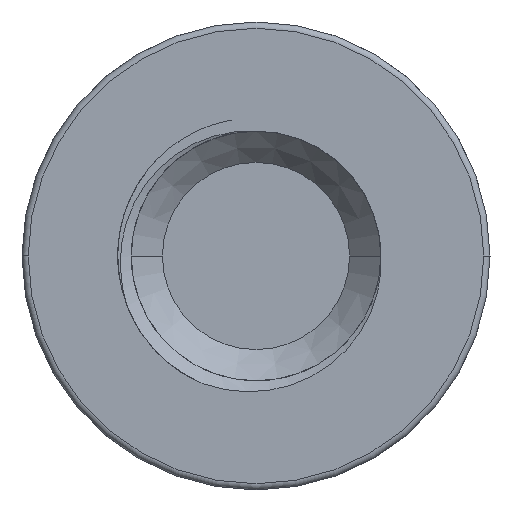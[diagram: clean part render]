
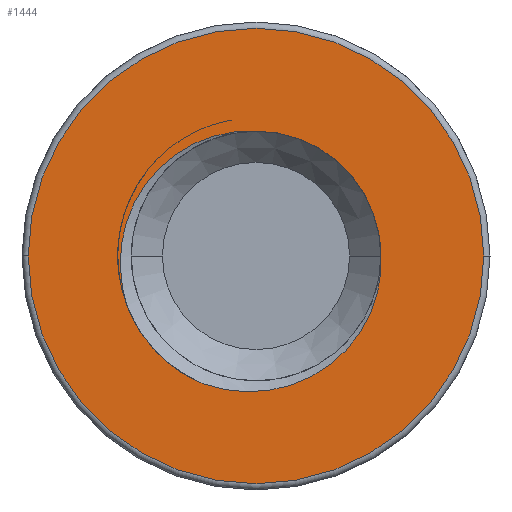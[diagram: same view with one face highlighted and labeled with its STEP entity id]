
A CAD part, left-side view. The second image highlights one B-rep face of the part: STEP entity #1444.
In plain terms, the highlighted planar face has unit normal (-1, 0, 0).
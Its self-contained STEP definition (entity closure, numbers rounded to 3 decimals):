
#31 = EDGE_CURVE ( 'NONE', #3408, #701, #589, .T. ) ;
#58 = CARTESIAN_POINT ( 'NONE',  ( 15.035, 3.492, -1.696 ) ) ;
#102 = CARTESIAN_POINT ( 'NONE',  ( 15.035, -3.842, -2.6 ) ) ;
#136 = CARTESIAN_POINT ( 'NONE',  ( 15.035, 3.609, -1.368 ) ) ;
#145 = VERTEX_POINT ( 'NONE', #3918 ) ;
#172 = CARTESIAN_POINT ( 'NONE',  ( 15.035, 2.4, 2.907 ) ) ;
#249 = AXIS2_PLACEMENT_3D ( 'NONE', #3782, #7318, #1559 ) ;
#253 = VERTEX_POINT ( 'NONE', #4076 ) ;
#407 = CARTESIAN_POINT ( 'NONE',  ( 15.035, -0.255, 4.018 ) ) ;
#490 = CARTESIAN_POINT ( 'NONE',  ( 15.035, 2.937, -2.729 ) ) ;
#519 = CARTESIAN_POINT ( 'NONE',  ( 15.035, 1.093, -4.096 ) ) ;
#589 = B_SPLINE_CURVE_WITH_KNOTS ( 'NONE', 3,
 ( #603, #1270, #3080, #1193, #2353, #3659, #679, #755, #3041, #4823, #1775, #4272, #3002, #5404, #102, #5368, #3540, #5899, #1889, #6013, #4861, #7229, #4120, #1924 ),
 .UNSPECIFIED., .F., .F.,
 ( 4, 2, 2, 2, 2, 2, 2, 2, 2, 2, 2, 4 ),
 ( 0., 0.001, 0.002, 0.003, 0.004, 0.004, 0.005, 0.006, 0.006, 0.007, 0.007, 0.008 ),
 .UNSPECIFIED. ) ;
#603 = CARTESIAN_POINT ( 'NONE',  ( 15.035, 1.093, -4.096 ) ) ;
#679 = CARTESIAN_POINT ( 'NONE',  ( 15.035, -1.633, -4.183 ) ) ;
#701 = VERTEX_POINT ( 'NONE', #1291 ) ;
#709 = CARTESIAN_POINT ( 'NONE',  ( 15.035, 2.524, 2.787 ) ) ;
#755 = CARTESIAN_POINT ( 'NONE',  ( 15.035, -2.113, -3.995 ) ) ;
#1193 = CARTESIAN_POINT ( 'NONE',  ( 15.035, -0.265, -4.363 ) ) ;
#1270 = CARTESIAN_POINT ( 'NONE',  ( 15.035, 0.765, -4.212 ) ) ;
#1272 = ORIENTED_EDGE ( 'NONE', *, *, #2819, .F. ) ;
#1291 = CARTESIAN_POINT ( 'NONE',  ( 15.035, -4.603, 0. ) ) ;
#1418 = VERTEX_POINT ( 'NONE', #5720 ) ;
#1444 = ADVANCED_FACE ( 'NONE', ( #4953, #3901 ), #4441, .F. ) ;
#1536 = DIRECTION ( 'NONE',  ( 0., -1., 0. ) ) ;
#1552 = VERTEX_POINT ( 'NONE', #2015 ) ;
#1559 = DIRECTION ( 'NONE',  ( 0., 1., 0. ) ) ;
#1775 = CARTESIAN_POINT ( 'NONE',  ( 15.035, -2.721, -3.666 ) ) ;
#1805 = CARTESIAN_POINT ( 'NONE',  ( 15.035, 3.329, 1.67 ) ) ;
#1889 = CARTESIAN_POINT ( 'NONE',  ( 15.035, -4.335, -1.695 ) ) ;
#1924 = CARTESIAN_POINT ( 'NONE',  ( 15.035, -4.603, 0. ) ) ;
#1954 = DIRECTION ( 'NONE',  ( -1., 0., 0. ) ) ;
#1977 = CIRCLE ( 'NONE', #3328, 7.3 ) ;
#2015 = CARTESIAN_POINT ( 'NONE',  ( 15.035, -7.903, 0. ) ) ;
#2176 = EDGE_LOOP ( 'NONE', ( #4222, #4578 ) ) ;
#2231 = AXIS2_PLACEMENT_3D ( 'NONE', #4417, #1954, #1536 ) ;
#2238 = CARTESIAN_POINT ( 'NONE',  ( 15.035, 1.713, 3.426 ) ) ;
#2353 = CARTESIAN_POINT ( 'NONE',  ( 15.035, -0.61, -4.36 ) ) ;
#2394 = B_SPLINE_CURVE_WITH_KNOTS ( 'NONE', 3,
 ( #5223, #6340, #490, #2784, #2896, #7596, #6928, #5149 ),
 .UNSPECIFIED., .F., .F.,
 ( 4, 2, 2, 4 ),
 ( 0., 0.002, 0.003, 0.004 ),
 .UNSPECIFIED. ) ;
#2548 = ORIENTED_EDGE ( 'NONE', *, *, #3615, .F. ) ;
#2784 = CARTESIAN_POINT ( 'NONE',  ( 15.035, 2.327, -3.339 ) ) ;
#2819 = EDGE_CURVE ( 'NONE', #145, #3408, #2394, .T. ) ;
#2855 = CIRCLE ( 'NONE', #3470, 4. ) ;
#2896 = CARTESIAN_POINT ( 'NONE',  ( 15.035, 2.102, -3.523 ) ) ;
#3002 = CARTESIAN_POINT ( 'NONE',  ( 15.035, -3.399, -3.134 ) ) ;
#3041 = CARTESIAN_POINT ( 'NONE',  ( 15.035, -2.269, -3.922 ) ) ;
#3080 = CARTESIAN_POINT ( 'NONE',  ( 15.035, 0.427, -4.289 ) ) ;
#3307 = DIRECTION ( 'NONE',  ( -1., 0., 0. ) ) ;
#3328 = AXIS2_PLACEMENT_3D ( 'NONE', #7332, #5586, #3837 ) ;
#3390 = CARTESIAN_POINT ( 'NONE',  ( 15.035, 0.771, 3.852 ) ) ;
#3408 = VERTEX_POINT ( 'NONE', #519 ) ;
#3470 = AXIS2_PLACEMENT_3D ( 'NONE', #4976, #3307, #6712 ) ;
#3534 = CARTESIAN_POINT ( 'NONE',  ( 15.035, 3.759, -0.346 ) ) ;
#3540 = CARTESIAN_POINT ( 'NONE',  ( 15.035, -4.117, -2.162 ) ) ;
#3612 = CARTESIAN_POINT ( 'NONE',  ( 15.035, 2.757, 2.531 ) ) ;
#3615 = EDGE_CURVE ( 'NONE', #1418, #145, #4231, .T. ) ;
#3652 = CARTESIAN_POINT ( 'NONE',  ( 15.035, 2.14, 3.131 ) ) ;
#3659 = CARTESIAN_POINT ( 'NONE',  ( 15.035, -1.292, -4.271 ) ) ;
#3782 = CARTESIAN_POINT ( 'NONE',  ( 15.035, 3.397, 0. ) ) ;
#3837 = DIRECTION ( 'NONE',  ( 0., -1., 0. ) ) ;
#3901 = FACE_BOUND ( 'NONE', #5619, .T. ) ;
#3904 = EDGE_CURVE ( 'NONE', #1552, #253, #1977, .T. ) ;
#3918 = CARTESIAN_POINT ( 'NONE',  ( 15.035, 3.492, -1.696 ) ) ;
#3964 = CARTESIAN_POINT ( 'NONE',  ( 15.035, 0.089, 3.992 ) ) ;
#4064 = EDGE_CURVE ( 'NONE', #253, #1552, #7552, .T. ) ;
#4076 = CARTESIAN_POINT ( 'NONE',  ( 15.035, 6.697, 0. ) ) ;
#4114 = CARTESIAN_POINT ( 'NONE',  ( 15.035, 3.757, 0.005 ) ) ;
#4120 = CARTESIAN_POINT ( 'NONE',  ( 15.035, -4.622, -0.348 ) ) ;
#4191 = CARTESIAN_POINT ( 'NONE',  ( 15.035, 3.686, -1.03 ) ) ;
#4222 = ORIENTED_EDGE ( 'NONE', *, *, #3904, .T. ) ;
#4231 = B_SPLINE_CURVE_WITH_KNOTS ( 'NONE', 3,
 ( #7661, #407, #3964, #3390, #5174, #7543, #2238, #4594, #3652, #172, #709, #3612, #5435, #4741, #1805, #7144, #5326, #4114, #3534, #4191, #136, #58 ),
 .UNSPECIFIED., .F., .F.,
 ( 4, 2, 2, 2, 2, 2, 2, 2, 2, 2, 4 ),
 ( 0., 0.001, 0.002, 0.003, 0.003, 0.004, 0.004, 0.005, 0.006, 0.007, 0.008 ),
 .UNSPECIFIED. ) ;
#4272 = CARTESIAN_POINT ( 'NONE',  ( 15.035, -3.145, -3.365 ) ) ;
#4417 = CARTESIAN_POINT ( 'NONE',  ( 15.035, -0.603, 0. ) ) ;
#4441 = PLANE ( 'NONE',  #249 ) ;
#4578 = ORIENTED_EDGE ( 'NONE', *, *, #4064, .T. ) ;
#4594 = CARTESIAN_POINT ( 'NONE',  ( 15.035, 2.002, 3.235 ) ) ;
#4741 = CARTESIAN_POINT ( 'NONE',  ( 15.035, 3.165, 1.972 ) ) ;
#4823 = CARTESIAN_POINT ( 'NONE',  ( 15.035, -2.572, -3.759 ) ) ;
#4861 = CARTESIAN_POINT ( 'NONE',  ( 15.035, -4.492, -1.198 ) ) ;
#4953 = FACE_OUTER_BOUND ( 'NONE', #2176, .T. ) ;
#4976 = CARTESIAN_POINT ( 'NONE',  ( 15.035, -0.603, 0. ) ) ;
#5149 = CARTESIAN_POINT ( 'NONE',  ( 15.035, 1.093, -4.096 ) ) ;
#5174 = CARTESIAN_POINT ( 'NONE',  ( 15.035, 1.097, 3.74 ) ) ;
#5223 = CARTESIAN_POINT ( 'NONE',  ( 15.035, 3.492, -1.696 ) ) ;
#5326 = CARTESIAN_POINT ( 'NONE',  ( 15.035, 3.667, 0.688 ) ) ;
#5368 = CARTESIAN_POINT ( 'NONE',  ( 15.035, -4.032, -2.312 ) ) ;
#5394 = ORIENTED_EDGE ( 'NONE', *, *, #6114, .F. ) ;
#5404 = CARTESIAN_POINT ( 'NONE',  ( 15.035, -3.737, -2.74 ) ) ;
#5435 = CARTESIAN_POINT ( 'NONE',  ( 15.035, 2.866, 2.395 ) ) ;
#5586 = DIRECTION ( 'NONE',  ( -1., 0., 0. ) ) ;
#5619 = EDGE_LOOP ( 'NONE', ( #2548, #5394, #6310, #1272 ) ) ;
#5720 = CARTESIAN_POINT ( 'NONE',  ( 15.035, -0.603, 4. ) ) ;
#5899 = CARTESIAN_POINT ( 'NONE',  ( 15.035, -4.269, -1.854 ) ) ;
#6013 = CARTESIAN_POINT ( 'NONE',  ( 15.035, -4.447, -1.366 ) ) ;
#6114 = EDGE_CURVE ( 'NONE', #701, #1418, #2855, .T. ) ;
#6310 = ORIENTED_EDGE ( 'NONE', *, *, #31, .F. ) ;
#6340 = CARTESIAN_POINT ( 'NONE',  ( 15.035, 3.269, -2.236 ) ) ;
#6712 = DIRECTION ( 'NONE',  ( 0., -1., 0. ) ) ;
#6928 = CARTESIAN_POINT ( 'NONE',  ( 15.035, 1.363, -3.984 ) ) ;
#7144 = CARTESIAN_POINT ( 'NONE',  ( 15.035, 3.582, 1.022 ) ) ;
#7229 = CARTESIAN_POINT ( 'NONE',  ( 15.035, -4.596, -0.691 ) ) ;
#7318 = DIRECTION ( 'NONE',  ( 1., 0., 0. ) ) ;
#7332 = CARTESIAN_POINT ( 'NONE',  ( 15.035, -0.603, 0. ) ) ;
#7543 = CARTESIAN_POINT ( 'NONE',  ( 15.035, 1.561, 3.513 ) ) ;
#7552 = CIRCLE ( 'NONE', #2231, 7.3 ) ;
#7596 = CARTESIAN_POINT ( 'NONE',  ( 15.035, 1.618, -3.847 ) ) ;
#7661 = CARTESIAN_POINT ( 'NONE',  ( 15.035, -0.603, 4. ) ) ;
